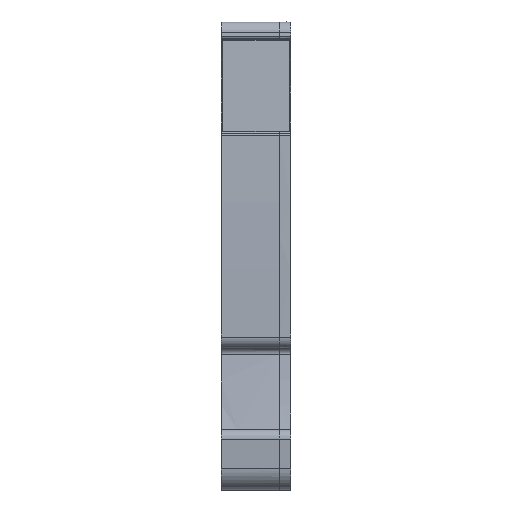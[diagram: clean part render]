
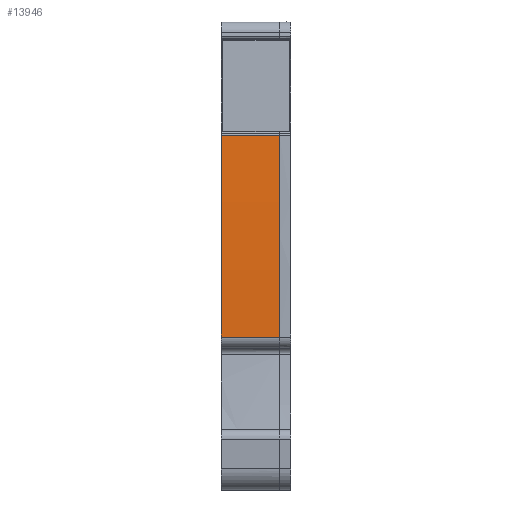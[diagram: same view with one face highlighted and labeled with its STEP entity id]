
A CAD part, front view. The second image highlights one B-rep face of the part: STEP entity #13946.
In plain terms, the highlighted cylindrical face has radius 248.5 mm (diameter 497 mm), a partial arc.
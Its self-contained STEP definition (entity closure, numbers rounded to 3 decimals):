
#5416=AXIS2_PLACEMENT_3D('Circle Axis2P3D',#5414,#5415,$) ;
#10297=AXIS2_PLACEMENT_3D('Circle Axis2P3D',#10295,#10296,$) ;
#13933=AXIS2_PLACEMENT_3D('Cylinder Axis2P3D',#13930,#13931,#13932) ;
#5411=CARTESIAN_POINT('Vertex',(5.1,1.891,31.153)) ;
#5414=CARTESIAN_POINT('Axis2P3D Location',(5.1,249.99,17.05)) ;
#5418=CARTESIAN_POINT('Vertex',(5.1,1.517,13.435)) ;
#10292=CARTESIAN_POINT('Vertex',(0.,1.517,13.435)) ;
#10295=CARTESIAN_POINT('Axis2P3D Location',(0.,249.99,17.05)) ;
#10299=CARTESIAN_POINT('Vertex',(0.,1.891,31.154)) ;
#13918=CARTESIAN_POINT('Line Origine',(3.05,1.517,13.435)) ;
#13930=CARTESIAN_POINT('Axis2P3D Location',(3.05,249.99,17.05)) ;
#13935=CARTESIAN_POINT('Line Origine',(3.05,1.891,31.153)) ;
#5415=DIRECTION('Axis2P3D Direction',(1.,0.,0.)) ;
#10296=DIRECTION('Axis2P3D Direction',(1.,0.,0.)) ;
#13919=DIRECTION('Vector Direction',(1.,0.,0.)) ;
#13931=DIRECTION('Axis2P3D Direction',(1.,0.,0.)) ;
#13932=DIRECTION('Axis2P3D XDirection',(0.,-0.996,0.093)) ;
#13936=DIRECTION('Vector Direction',(1.,0.,0.)) ;
#13920=VECTOR('Line Direction',#13919,1.) ;
#13937=VECTOR('Line Direction',#13936,1.) ;
#13941=ORIENTED_EDGE('',*,*,#13939,.F.) ;
#13942=ORIENTED_EDGE('',*,*,#10301,.T.) ;
#13943=ORIENTED_EDGE('',*,*,#13922,.T.) ;
#13944=ORIENTED_EDGE('',*,*,#5420,.F.) ;
#13946=ADVANCED_FACE('MLD',(#13945),#13934,.T.) ;
#5417=CIRCLE('generated circle',#5416,248.5) ;
#10298=CIRCLE('generated circle',#10297,248.5) ;
#13934=CYLINDRICAL_SURFACE('generated cylinder',#13933,248.5) ;
#5420=EDGE_CURVE('',#5412,#5419,#5417,.T.) ;
#10301=EDGE_CURVE('',#10300,#10293,#10298,.T.) ;
#13922=EDGE_CURVE('',#10293,#5419,#13921,.T.) ;
#13939=EDGE_CURVE('',#10300,#5412,#13938,.T.) ;
#13940=EDGE_LOOP('',(#13941,#13942,#13943,#13944)) ;
#13945=FACE_OUTER_BOUND('',#13940,.T.) ;
#13921=LINE('Line',#13918,#13920) ;
#13938=LINE('Line',#13935,#13937) ;
#5412=VERTEX_POINT('',#5411) ;
#5419=VERTEX_POINT('',#5418) ;
#10293=VERTEX_POINT('',#10292) ;
#10300=VERTEX_POINT('',#10299) ;
